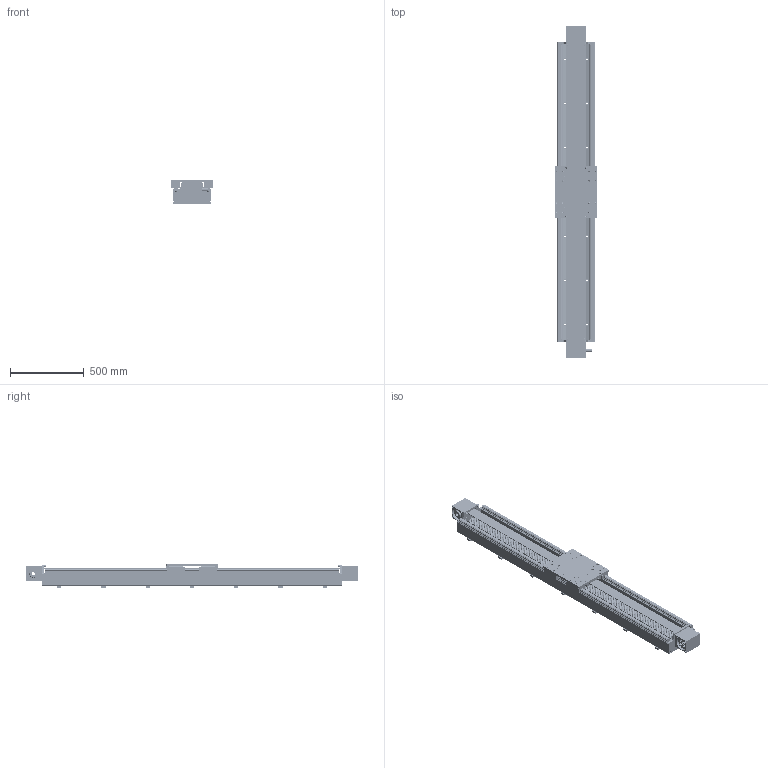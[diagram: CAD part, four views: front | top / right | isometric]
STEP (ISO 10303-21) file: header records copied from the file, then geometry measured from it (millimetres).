
FILE_DESCRIPTION((''),'2;1');
FILE_NAME('KK-BD-285-30-8M70-2000.stp','2013-01-18T14:21:49',('kurt'),(''),'Autodesk Inventor 2013','Autodesk Inventor 2013','');
FILE_SCHEMA(('AUTOMOTIVE_DESIGN { 1 0 10303 214 1 1 1 1 }'));
Length unit declared in the file: millimetre
Products named in the file (3): KK-BD-285-30-8M70-2000; KK-BD-285-30-8M70-2000-BODY; KK-BD-285-30-8M70-CARRIAGE
Assembly tree (2 placements, depth 2):
  KK-BD-285-30-8M70-2000
    KK-BD-285-30-8M70-2000-BODY
    KK-BD-285-30-8M70-CARRIAGE
Bounding box: 285 x 2250 x 160 mm (x, y, z)
Volume: 29914924.4 mm3; surface area: 3674071.1 mm2
Topology: 148 solids, 188 shells, 5458 faces, 14719 edges, 9749 vertices
Faces by surface type: plane 3350, cylinder 1349, cone 315, bspline 244, torus 196, sphere 4
Full cylindrical faces by diameter (mm): 2.459 x4, 3 x4, 3.5 x4, 5.5 x4, 6 x10, 6.647 x68, 8 x100, 8.376 x16, 9 x100, 10 x24, 10.106 x14, 11 x12, 13 x84, 14 x100, 15 x34, 16 x8, 18 x22, 22 x1, 55 x2, 90 x4
Entity records: 172159 total; most frequent: CARTESIAN_POINT 36843, ORIENTED_EDGE 26026, DIRECTION 25864, EDGE_CURVE 13013, VERTEX_POINT 9147, AXIS2_PLACEMENT_3D 8716, VECTOR 8432, LINE 8432
